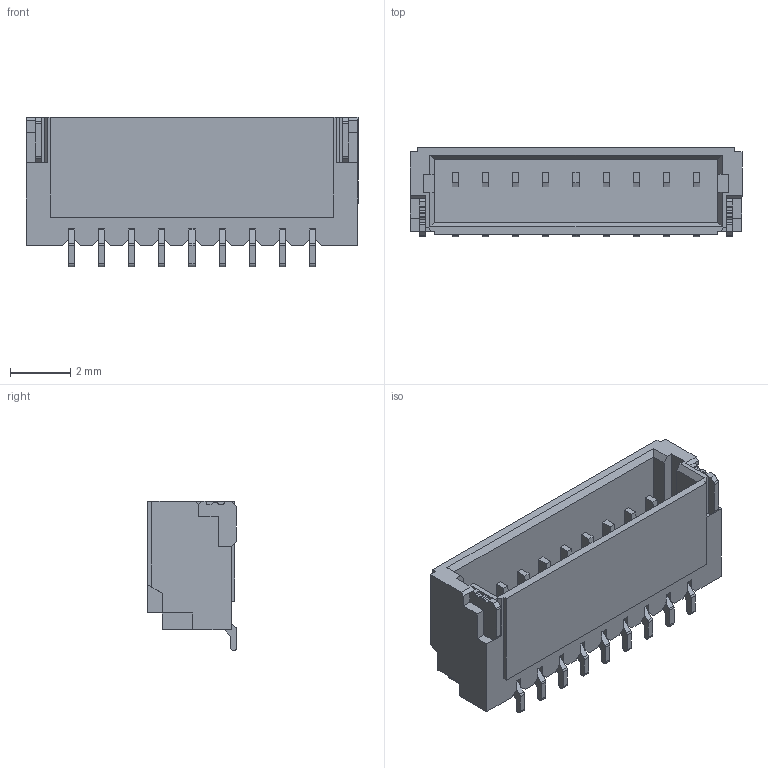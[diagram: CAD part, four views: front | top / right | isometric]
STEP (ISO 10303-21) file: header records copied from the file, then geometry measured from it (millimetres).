
FILE_DESCRIPTION (( 'STEP AP214' ), '1' );
FILE_NAME ('SM09B-SRSS-TB(LF)(SN).STEP', '2019-03-22T12:37:27', ( '' ), ( '' ), 'SwSTEP 2.0', 'SolidWorks 2017', '' );
FILE_SCHEMA (( 'AUTOMOTIVE_DESIGN' ));
Length unit declared in the file: millimetre
Products named in the file (1): SM09B-SRSS-TB(LF)(SN)
Bounding box: 11 x 2.96 x 4.95 mm (x, y, z)
Volume: 68.5 mm3; surface area: 336.8 mm2
Topology: 12 solids, 12 shells, 374 faces, 1064 edges, 706 vertices
Faces by surface type: plane 304, cylinder 70
Entity records: 12197 total; most frequent: CARTESIAN_POINT 2145, ORIENTED_EDGE 2128, DIRECTION 1954, EDGE_CURVE 1064, VECTOR 924, LINE 924, VERTEX_POINT 706, AXIS2_PLACEMENT_3D 515
